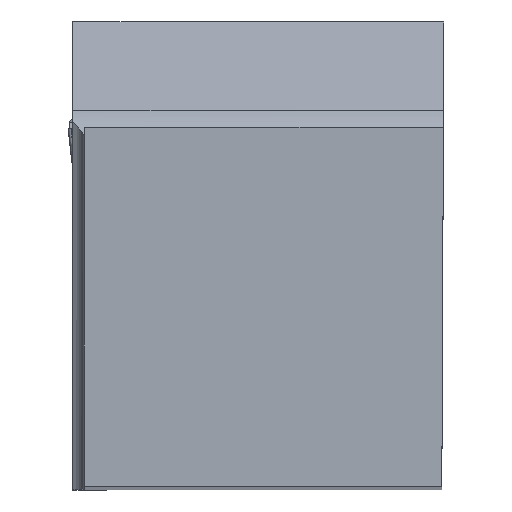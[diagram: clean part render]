
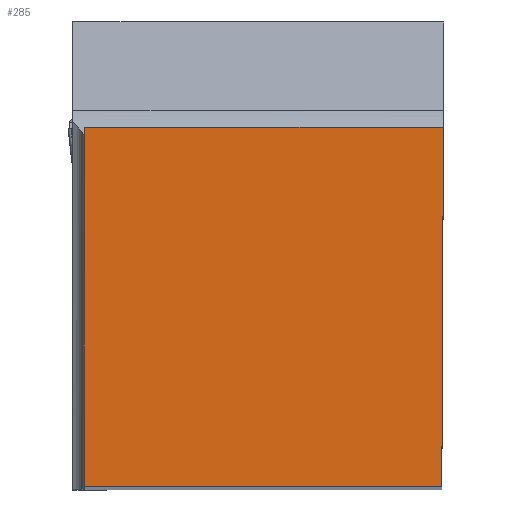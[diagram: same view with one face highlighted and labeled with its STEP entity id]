
A CAD part, top view. The second image highlights one B-rep face of the part: STEP entity #285.
In plain terms, the highlighted planar face has unit normal (0, 0, 1).
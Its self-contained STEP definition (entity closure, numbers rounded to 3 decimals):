
#285=ADVANCED_FACE('CU_BACK_SU1',(#438),#384,.F.);
#384=PLANE('',#1994);
#438=FACE_OUTER_BOUND('',#542,.T.);
#542=EDGE_LOOP('',(#772,#773,#774,#775));
#772=ORIENTED_EDGE('',*,*,#1392,.T.);
#773=ORIENTED_EDGE('',*,*,#1397,.T.);
#774=ORIENTED_EDGE('',*,*,#1406,.T.);
#775=ORIENTED_EDGE('',*,*,#1434,.F.);
#1216=VERTEX_POINT('',#2594);
#1217=VERTEX_POINT('',#2596);
#1221=VERTEX_POINT('',#2605);
#1227=VERTEX_POINT('',#2621);
#1392=EDGE_CURVE('',#1217,#1216,#1653,.T.);
#1397=EDGE_CURVE('',#1216,#1221,#1656,.T.);
#1406=EDGE_CURVE('',#1221,#1227,#1664,.T.);
#1434=EDGE_CURVE('',#1217,#1227,#1685,.T.);
#1653=LINE('',#2595,#1796);
#1656=LINE('',#2606,#1799);
#1664=LINE('',#2622,#1807);
#1685=LINE('',#2701,#1828);
#1796=VECTOR('',#2160,1.);
#1799=VECTOR('',#2169,1.);
#1807=VECTOR('',#2181,1.);
#1828=VECTOR('',#2240,1.);
#1994=AXIS2_PLACEMENT_3D('',#2702,#2241,#2242);
#2160=DIRECTION('',(1.,0.,0.));
#2169=DIRECTION('',(0.004,1.,0.));
#2181=DIRECTION('',(-1.,0.,0.));
#2240=DIRECTION('',(0.,1.,0.));
#2241=DIRECTION('',(0.,0.,-1.));
#2242=DIRECTION('',(0.,-1.,0.));
#2594=CARTESIAN_POINT('',(-0.109,0.,0.));
#2595=CARTESIAN_POINT('',(23.244,0.,0.));
#2596=CARTESIAN_POINT('',(-24.875,0.,0.));
#2605=CARTESIAN_POINT('',(0.,24.875,0.));
#2606=CARTESIAN_POINT('',(0.088,44.976,0.));
#2621=CARTESIAN_POINT('',(-24.875,24.875,0.));
#2622=CARTESIAN_POINT('',(23.244,24.875,0.));
#2701=CARTESIAN_POINT('',(-24.875,44.875,0.));
#2702=CARTESIAN_POINT('',(23.244,44.875,0.));
